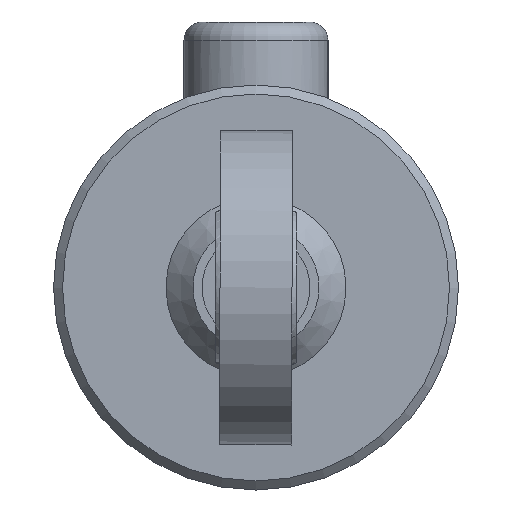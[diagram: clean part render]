
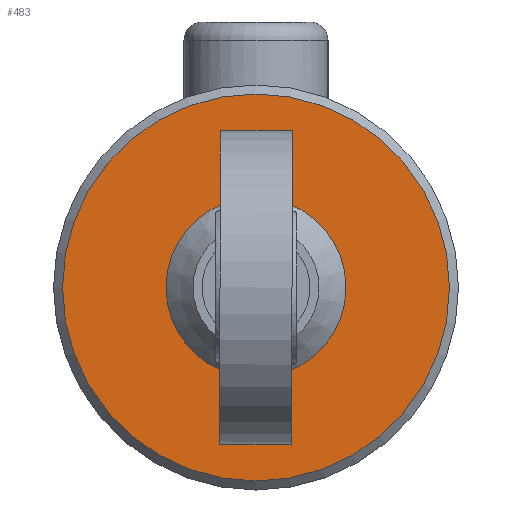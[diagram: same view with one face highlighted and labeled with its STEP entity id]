
A CAD part, front view. The second image highlights one B-rep face of the part: STEP entity #483.
In plain terms, the highlighted planar face has unit normal (0, -1, 0).
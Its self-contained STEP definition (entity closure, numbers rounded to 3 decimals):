
#352=CARTESIAN_POINT('',(0.0,-226.0,10.));
#353=VERTEX_POINT('',#352);
#354=CARTESIAN_POINT('',(0.0,-226.0,0.));
#355=DIRECTION('',(0.0,1.0,0.0));
#356=DIRECTION('',(0.0,0.0,1.0));
#357=AXIS2_PLACEMENT_3D('',#354,#355,#356);
#358=CIRCLE('',#357,10.);
#359=EDGE_CURVE('',#353,#353,#358,.T.);
#464=CARTESIAN_POINT('',(0.0,-226.0,16.25));
#465=DIRECTION('',(0.0,-1.0,0.0));
#466=DIRECTION('',(0.0,0.0,-1.0));
#467=AXIS2_PLACEMENT_3D('',#464,#465,#466);
#468=PLANE('',#467);
#469=CARTESIAN_POINT('',(0.,-226.0,21.5));
#470=VERTEX_POINT('',#469);
#471=CARTESIAN_POINT('',(0.0,-226.0,0.));
#472=DIRECTION('',(0.0,1.0,0.0));
#473=DIRECTION('',(0.0,0.0,-1.0));
#474=AXIS2_PLACEMENT_3D('',#471,#472,#473);
#475=CIRCLE('',#474,21.5);
#476=EDGE_CURVE('',#470,#470,#475,.T.);
#477=ORIENTED_EDGE('',*,*,#476,.F.);
#478=EDGE_LOOP('',(#477));
#479=FACE_OUTER_BOUND('',#478,.T.);
#480=ORIENTED_EDGE('',*,*,#359,.T.);
#481=EDGE_LOOP('',(#480));
#482=FACE_BOUND('',#481,.T.);
#483=ADVANCED_FACE('',(#479,#482),#468,.T.);
